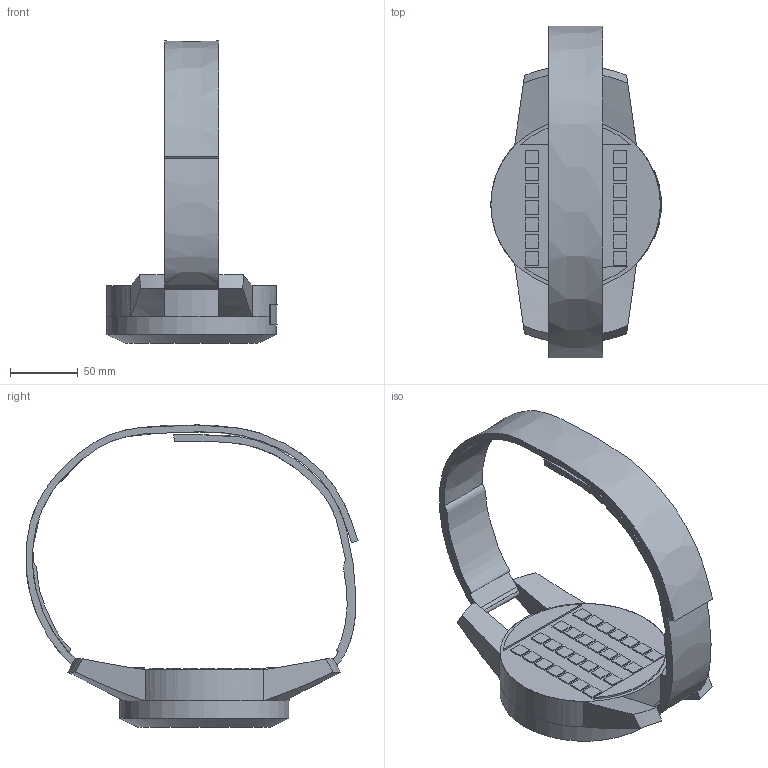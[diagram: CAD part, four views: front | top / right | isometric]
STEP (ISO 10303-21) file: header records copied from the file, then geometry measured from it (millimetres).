
FILE_DESCRIPTION(/* description */ ('','CAx-IF Rec.Pracs.---Representation and Presentation of Product Manufacturing Information (PMI)---4.0---2014-10-13'),/* implementation_level */ '2;1');
FILE_NAME(/* name */ 'design v7.step',/* time_stamp */ '2025-03-07T08:26:26+05:30',/* author */ (''),/* organization */ (''),/* preprocessor_version */ 'ST-DEVELOPER v20',/* originating_system */ 'Autodesk Translation Framework v13.20.0.188',/* authorisation */ '');
FILE_SCHEMA (('AP242_MANAGED_MODEL_BASED_3D_ENGINEERING_MIM_LF { 1 0 10303 442 1 1 4 }'));
Length unit declared in the file: millimetre
Products named in the file (11): Configuration 2; Component1; Component2; Component3; Component4; Component5; Component6; Component7; Component8; Component9; Component10
Assembly tree (10 placements, depth 2):
  Configuration 2
    Component1
    Component2
    Component3
    Component4
    Component5
    Component6
    Component7
    Component8
    Component9
    Component10
Bounding box: 125.89 x 245.19 x 223.12 mm (x, y, z)
Volume: 616800.6 mm3; surface area: 214337.1 mm2
Topology: 17 solids, 17 shells, 278 faces, 634 edges, 417 vertices
Faces by surface type: plane 226, cylinder 29, bspline 12, cone 11
Full cylindrical faces by diameter (mm): 2 x3, 4.029 x1, 5 x2, 90 x1, 90.225 x1, 98 x2, 125.189 x1
Entity records: 9735 total; most frequent: CARTESIAN_POINT 3170, ORIENTED_EDGE 1268, DIRECTION 1239, EDGE_CURVE 634, LINE 505, VECTOR 505, VERTEX_POINT 417, AXIS2_PLACEMENT_3D 367
